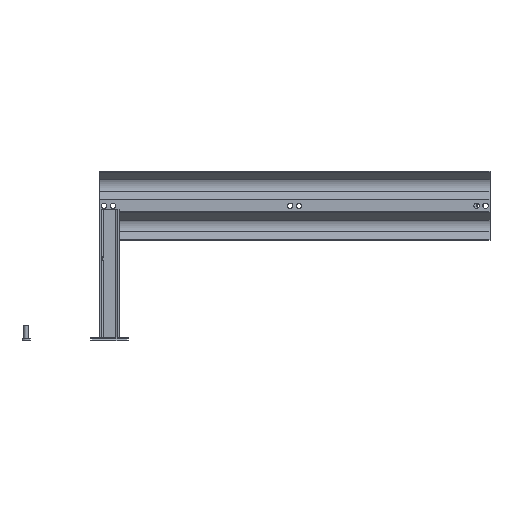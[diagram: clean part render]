
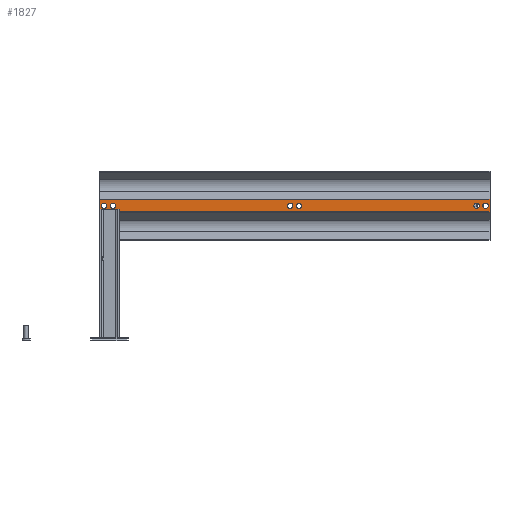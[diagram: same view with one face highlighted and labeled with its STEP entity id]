
A CAD part, front view. The second image highlights one B-rep face of the part: STEP entity #1827.
In plain terms, the highlighted planar face has unit normal (0, -1, 0).
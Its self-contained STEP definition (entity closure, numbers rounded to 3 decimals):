
#1698=CARTESIAN_POINT('',(0.,-7.599,70.049));
#1699=VERTEX_POINT('',#1698);
#1714=CARTESIAN_POINT('',(215.9,-7.599,70.049));
#1715=VERTEX_POINT('',#1714);
#1722=CARTESIAN_POINT('',(0.,-7.599,70.049));
#1723=DIRECTION('',(1.,0.,-0.));
#1724=VECTOR('',#1723,215.9);
#1725=LINE('',#1722,#1724);
#1726=EDGE_CURVE('',#1699,#1715,#1725,.T.);
#1731=CARTESIAN_POINT('',(0.,-7.599,77.236));
#1732=DIRECTION('',(0.,-1.,0.));
#1733=DIRECTION('',(0.,0.,-1.));
#1734=AXIS2_PLACEMENT_3D('',#1731,#1732,#1733);
#1735=PLANE('',#1734);
#1736=CARTESIAN_POINT('',(2.477,-7.599,72.156));
#1737=VERTEX_POINT('',#1736);
#1738=CARTESIAN_POINT('',(2.477,-7.599,73.642));
#1739=DIRECTION('',(0.,-1.,0.));
#1740=DIRECTION('',(0.,0.,-1.));
#1741=AXIS2_PLACEMENT_3D('',#1738,#1739,#1740);
#1742=CIRCLE('',#1741,1.486);
#1743=EDGE_CURVE('',#1737,#1737,#1742,.T.);
#1744=ORIENTED_EDGE('',*,*,#1743,.F.);
#1745=EDGE_LOOP('',(#1744));
#1746=FACE_BOUND('',#1745,.T.);
#1747=CARTESIAN_POINT('',(213.424,-7.599,72.156));
#1748=VERTEX_POINT('',#1747);
#1749=CARTESIAN_POINT('',(213.424,-7.599,73.642));
#1750=DIRECTION('',(0.,-1.,0.));
#1751=DIRECTION('',(0.,0.,-1.));
#1752=AXIS2_PLACEMENT_3D('',#1749,#1750,#1751);
#1753=CIRCLE('',#1752,1.486);
#1754=EDGE_CURVE('',#1748,#1748,#1753,.T.);
#1755=ORIENTED_EDGE('',*,*,#1754,.F.);
#1756=EDGE_LOOP('',(#1755));
#1757=FACE_BOUND('',#1756,.T.);
#1758=CARTESIAN_POINT('',(105.474,-7.599,72.156));
#1759=VERTEX_POINT('',#1758);
#1760=CARTESIAN_POINT('',(105.474,-7.599,73.642));
#1761=DIRECTION('',(0.,-1.,0.));
#1762=DIRECTION('',(0.,0.,-1.));
#1763=AXIS2_PLACEMENT_3D('',#1760,#1761,#1762);
#1764=CIRCLE('',#1763,1.486);
#1765=EDGE_CURVE('',#1759,#1759,#1764,.T.);
#1766=ORIENTED_EDGE('',*,*,#1765,.F.);
#1767=EDGE_LOOP('',(#1766));
#1768=FACE_BOUND('',#1767,.T.);
#1769=CARTESIAN_POINT('',(208.471,-7.599,72.156));
#1770=VERTEX_POINT('',#1769);
#1771=CARTESIAN_POINT('',(208.471,-7.599,73.642));
#1772=DIRECTION('',(0.,-1.,0.));
#1773=DIRECTION('',(0.,0.,-1.));
#1774=AXIS2_PLACEMENT_3D('',#1771,#1772,#1773);
#1775=CIRCLE('',#1774,1.486);
#1776=EDGE_CURVE('',#1770,#1770,#1775,.T.);
#1777=ORIENTED_EDGE('',*,*,#1776,.F.);
#1778=EDGE_LOOP('',(#1777));
#1779=FACE_BOUND('',#1778,.T.);
#1780=CARTESIAN_POINT('',(110.427,-7.599,72.156));
#1781=VERTEX_POINT('',#1780);
#1782=CARTESIAN_POINT('',(110.427,-7.599,73.642));
#1783=DIRECTION('',(0.,-1.,0.));
#1784=DIRECTION('',(0.,0.,-1.));
#1785=AXIS2_PLACEMENT_3D('',#1782,#1783,#1784);
#1786=CIRCLE('',#1785,1.486);
#1787=EDGE_CURVE('',#1781,#1781,#1786,.T.);
#1788=ORIENTED_EDGE('',*,*,#1787,.F.);
#1789=EDGE_LOOP('',(#1788));
#1790=FACE_BOUND('',#1789,.T.);
#1791=CARTESIAN_POINT('',(7.43,-7.599,72.156));
#1792=VERTEX_POINT('',#1791);
#1793=CARTESIAN_POINT('',(7.43,-7.599,73.642));
#1794=DIRECTION('',(0.,-1.,0.));
#1795=DIRECTION('',(0.,0.,-1.));
#1796=AXIS2_PLACEMENT_3D('',#1793,#1794,#1795);
#1797=CIRCLE('',#1796,1.486);
#1798=EDGE_CURVE('',#1792,#1792,#1797,.T.);
#1799=ORIENTED_EDGE('',*,*,#1798,.F.);
#1800=EDGE_LOOP('',(#1799));
#1801=FACE_BOUND('',#1800,.T.);
#1802=CARTESIAN_POINT('',(0.,-7.599,77.236));
#1803=VERTEX_POINT('',#1802);
#1804=CARTESIAN_POINT('',(0.,-7.599,77.236));
#1805=DIRECTION('',(0.,0.,-1.));
#1806=VECTOR('',#1805,7.187);
#1807=LINE('',#1804,#1806);
#1808=EDGE_CURVE('',#1803,#1699,#1807,.T.);
#1809=ORIENTED_EDGE('',*,*,#1808,.T.);
#1810=ORIENTED_EDGE('',*,*,#1726,.T.);
#1811=CARTESIAN_POINT('',(215.9,-7.599,77.236));
#1812=VERTEX_POINT('',#1811);
#1813=CARTESIAN_POINT('',(215.9,-7.599,77.236));
#1814=DIRECTION('',(-0.,-0.,-1.));
#1815=VECTOR('',#1814,7.187);
#1816=LINE('',#1813,#1815);
#1817=EDGE_CURVE('',#1812,#1715,#1816,.T.);
#1818=ORIENTED_EDGE('',*,*,#1817,.F.);
#1819=CARTESIAN_POINT('',(0.,-7.599,77.236));
#1820=DIRECTION('',(1.,0.,-0.));
#1821=VECTOR('',#1820,215.9);
#1822=LINE('',#1819,#1821);
#1823=EDGE_CURVE('',#1803,#1812,#1822,.T.);
#1824=ORIENTED_EDGE('',*,*,#1823,.F.);
#1825=EDGE_LOOP('',(#1809,#1810,#1818,#1824));
#1826=FACE_BOUND('',#1825,.T.);
#1827=ADVANCED_FACE('',(#1746,#1757,#1768,#1779,#1790,#1801,#1826),#1735,.T.);
